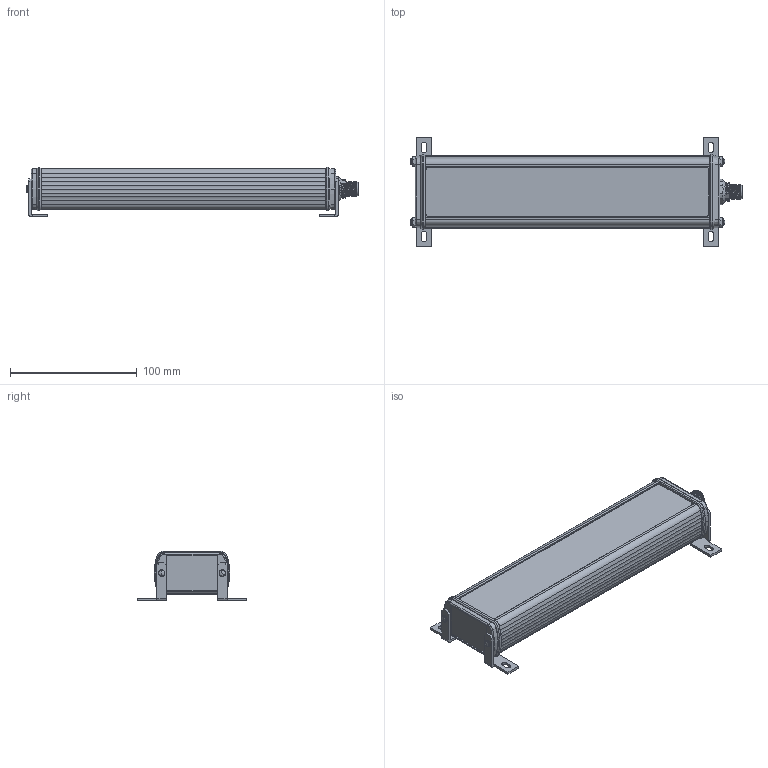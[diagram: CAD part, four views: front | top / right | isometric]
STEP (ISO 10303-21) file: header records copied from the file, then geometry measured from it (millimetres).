
FILE_DESCRIPTION (( 'STEP AP203' ), '1' );
FILE_NAME ('ODC 192-xx QD (No Mounting Bracket).STEP', '2023-02-26T18:45:30', ( '' ), ( '' ), 'SwSTEP 2.0', 'SolidWorks 2017', '' );
FILE_SCHEMA (( 'CONFIG_CONTROL_DESIGN' ));
Length unit declared in the file: millimetre
Products named in the file (1): ODC 192-xx QD (No Mounting Bracket)
Bounding box: 262.32 x 86.5 x 39.3 mm (x, y, z)
Volume: 410974.2 mm3; surface area: 50115.2 mm2
Topology: 1 solids, 1 shells, 399 faces, 1036 edges, 662 vertices
Faces by surface type: cylinder 145, plane 128, bspline 80, cone 46
Entity records: 24215 total; most frequent: CARTESIAN_POINT 14929, ORIENTED_EDGE 2072, DIRECTION 1783, EDGE_CURVE 1036, VERTEX_POINT 662, AXIS2_PLACEMENT_3D 648, LINE 487, VECTOR 487
